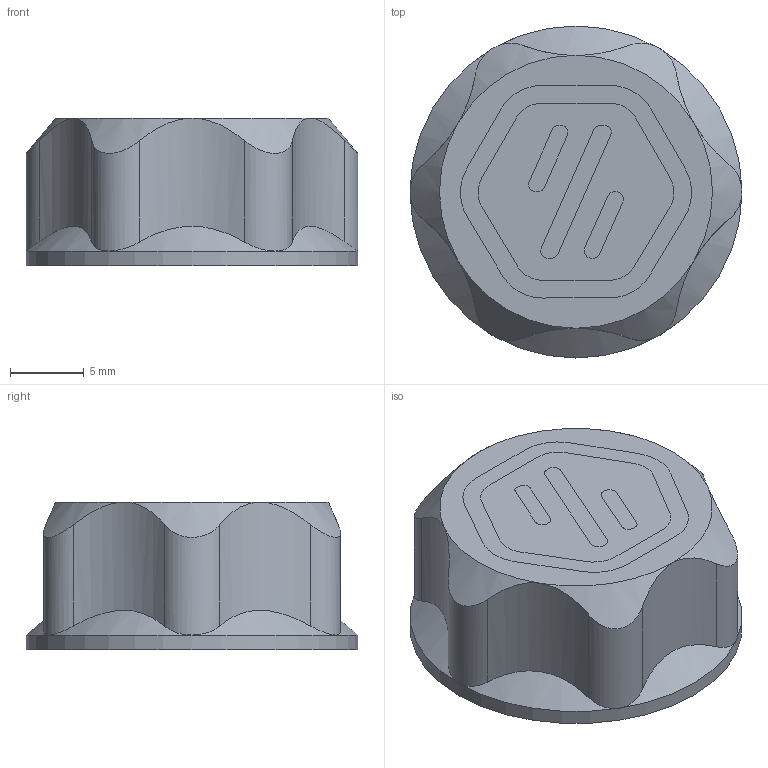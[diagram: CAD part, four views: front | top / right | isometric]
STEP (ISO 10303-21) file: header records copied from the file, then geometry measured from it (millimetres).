
FILE_DESCRIPTION(/* description */ (''),/* implementation_level */ '2;1');
FILE_NAME(/* name */ 'Knob.step',/* time_stamp */ '2025-11-16T00:28:44+01:00',/* author */ (''),/* organization */ (''),/* preprocessor_version */ 'ST-DEVELOPER v20.1',/* originating_system */ 'Autodesk Translation Framework v14.21.0.0',/* authorisation */ '');
FILE_SCHEMA (('AUTOMOTIVE_DESIGN { 1 0 10303 214 3 1 1 }'));
Length unit declared in the file: millimetre
Products named in the file (1): 2025-10-27-18-59-44-642
Bounding box: 22.5 x 22.5 x 10 mm (x, y, z)
Volume: 2955 mm3; surface area: 2101 mm2
Topology: 5 solids, 5 shells, 155 faces, 408 edges, 269 vertices
Faces by surface type: plane 69, cylinder 68, cone 18
Full cylindrical faces by diameter (mm): 22.5 x1
Entity records: 5072 total; most frequent: CARTESIAN_POINT 1185, ORIENTED_EDGE 816, DIRECTION 797, EDGE_CURVE 408, AXIS2_PLACEMENT_3D 285, VERTEX_POINT 269, LINE 227, VECTOR 227
